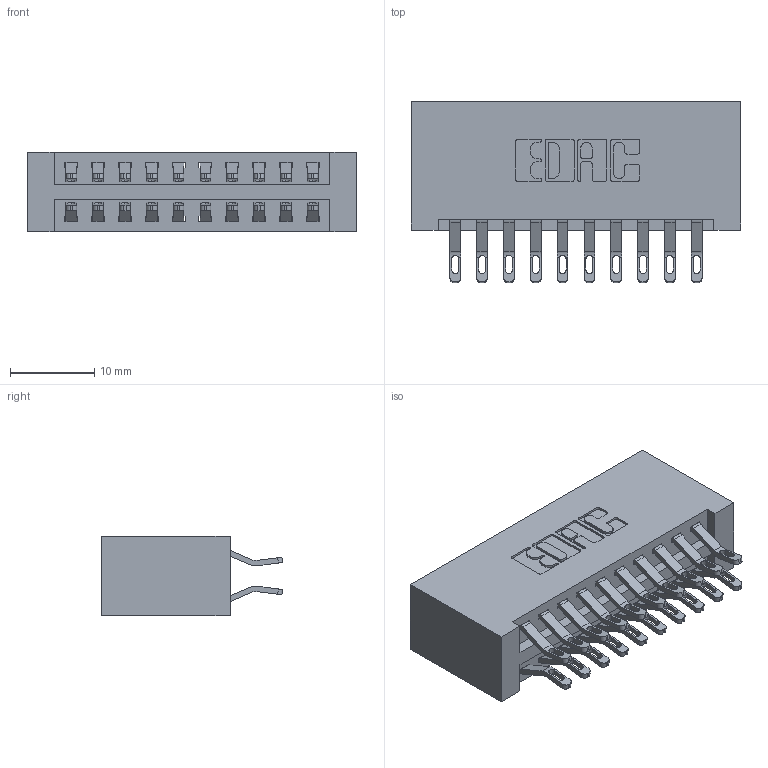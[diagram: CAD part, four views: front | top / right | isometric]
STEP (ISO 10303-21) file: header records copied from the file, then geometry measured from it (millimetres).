
FILE_DESCRIPTION (( 'STEP AP203' ), '1' );
FILE_NAME ('396-020-555-201.STEP', '2019-10-30T03:26:40', ( '' ), ( '' ), 'SwSTEP 2.0', 'SolidWorks 2016', '' );
FILE_SCHEMA (( 'CONFIG_CONTROL_DESIGN' ));
Length unit declared in the file: inch
Products named in the file (3): 345-292-001_555 Tail; 396-020-555-201; 346 Part_No Mounting Lugs
Assembly tree (21 placements, depth 2):
  396-020-555-201
    346 Part_No Mounting Lugs
    345-292-001_555 Tail  x20
Bounding box: 38.99 x 21.46 x 9.4 mm (x, y, z)
Volume: 4184.7 mm3; surface area: 5619.1 mm2
Topology: 21 solids, 21 shells, 1274 faces, 3965 edges, 2642 vertices
Faces by surface type: plane 732, cylinder 542
Entity records: 10883 total; most frequent: CARTESIAN_POINT 1870, ORIENTED_EDGE 1774, DIRECTION 1663, EDGE_CURVE 887, LINE 703, VECTOR 703, VERTEX_POINT 590, AXIS2_PLACEMENT_3D 480
